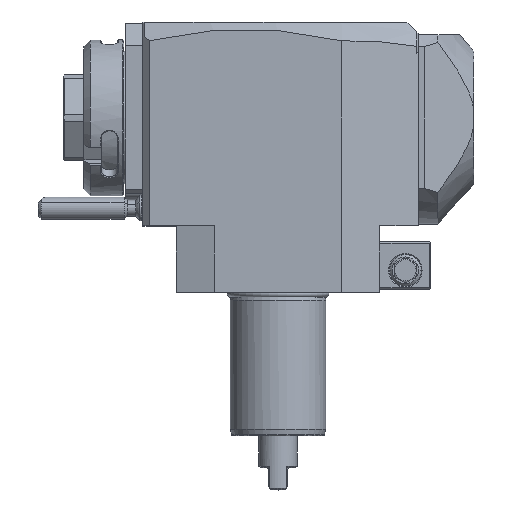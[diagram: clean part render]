
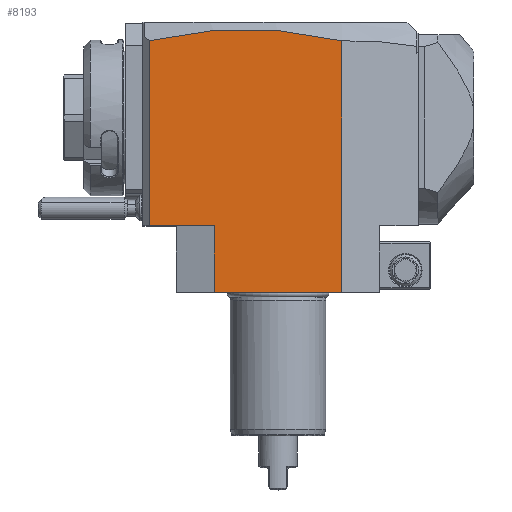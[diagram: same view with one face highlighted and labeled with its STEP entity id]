
A CAD part, top view. The second image highlights one B-rep face of the part: STEP entity #8193.
In plain terms, the highlighted planar face has unit normal (0, 0, 1).
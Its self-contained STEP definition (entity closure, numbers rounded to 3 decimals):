
#17=DIRECTION('',(-1.,0.,0.));
#18=VECTOR('',#17,40.);
#19=CARTESIAN_POINT('',(20.,0.,32.));
#20=LINE('',#19,#18);
#878=DIRECTION('',(0.,1.,0.));
#879=VECTOR('',#878,79.092);
#880=CARTESIAN_POINT('',(20.,0.,32.));
#881=LINE('',#880,#879);
#904=DIRECTION('',(-1.,0.,0.));
#905=VECTOR('',#904,20.5);
#906=CARTESIAN_POINT('',(-20.,21.,32.));
#907=LINE('',#906,#905);
#908=CARTESIAN_POINT('',(-40.5,79.133,32.));
#909=CARTESIAN_POINT('',(-35.458,80.345,32.));
#910=CARTESIAN_POINT('',(-25.373,82.145,32.));
#911=CARTESIAN_POINT('',(-10.247,83.032,32.));
#912=CARTESIAN_POINT('',(4.877,82.124,32.));
#913=CARTESIAN_POINT('',(14.959,80.311,32.));
#914=CARTESIAN_POINT('',(20.,79.092,32.));
#928=DIRECTION('',(0.,-1.,0.));
#929=VECTOR('',#928,58.133);
#930=CARTESIAN_POINT('',(-40.5,79.133,32.));
#931=LINE('',#930,#929);
#941=DIRECTION('',(0.,-1.,0.));
#942=VECTOR('',#941,21.);
#943=CARTESIAN_POINT('',(-20.,21.,32.));
#944=LINE('',#943,#942);
#6863=VERTEX_POINT('',#908);
#6864=VERTEX_POINT('',#914);
#7227=CARTESIAN_POINT('',(-40.5,21.,32.));
#7229=VERTEX_POINT('',#7227);
#7247=CARTESIAN_POINT('',(20.,0.,32.));
#7248=VERTEX_POINT('',#7247);
#7249=CARTESIAN_POINT('',(-20.,0.,32.));
#7250=VERTEX_POINT('',#7249);
#7407=CARTESIAN_POINT('',(-20.,21.,32.));
#7408=VERTEX_POINT('',#7407);
#8177=CARTESIAN_POINT('',(-35.103,21.,32.));
#8178=DIRECTION('',(0.,0.,1.));
#8179=DIRECTION('',(1.,0.,0.));
#8180=AXIS2_PLACEMENT_3D('',#8177,#8178,#8179);
#8181=PLANE('',#8180);
#8183=ORIENTED_EDGE('',*,*,#8182,.T.);
#8185=ORIENTED_EDGE('',*,*,#8184,.F.);
#8186=ORIENTED_EDGE('',*,*,#7630,.T.);
#8187=ORIENTED_EDGE('',*,*,#8165,.F.);
#8188=ORIENTED_EDGE('',*,*,#7422,.T.);
#8190=ORIENTED_EDGE('',*,*,#8189,.F.);
#8191=EDGE_LOOP('',(#8183,#8185,#8186,#8187,#8188,#8190));
#8192=FACE_OUTER_BOUND('',#8191,.F.);
#915=B_SPLINE_CURVE_WITH_KNOTS('',3,(#908,#909,#910,#911,#912,#913,#914),
.UNSPECIFIED.,.F.,.F.,(4,1,1,1,4),(0.,0.25,0.5,0.75,1.),
.UNSPECIFIED.);
#7422=EDGE_CURVE('',#7248,#7250,#20,.T.);
#7630=EDGE_CURVE('',#6863,#6864,#915,.T.);
#8165=EDGE_CURVE('',#7248,#6864,#881,.T.);
#8182=EDGE_CURVE('',#7408,#7229,#907,.T.);
#8184=EDGE_CURVE('',#6863,#7229,#931,.T.);
#8189=EDGE_CURVE('',#7408,#7250,#944,.T.);
#8193=ADVANCED_FACE('',(#8192),#8181,.T.);
